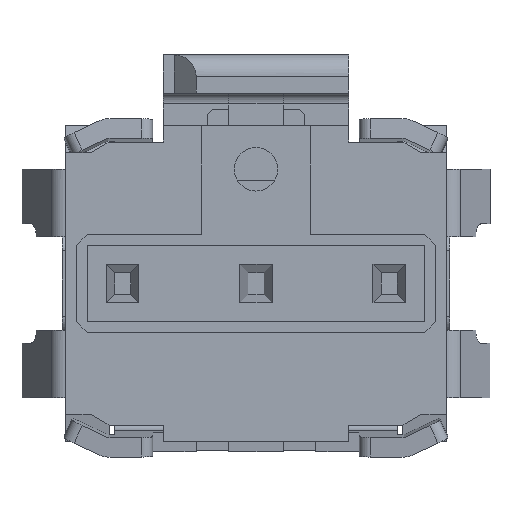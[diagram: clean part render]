
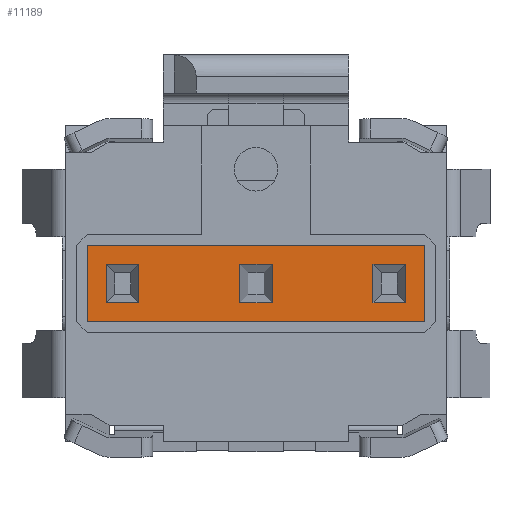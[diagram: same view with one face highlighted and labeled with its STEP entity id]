
A CAD part, front view. The second image highlights one B-rep face of the part: STEP entity #11189.
In plain terms, the highlighted planar face has unit normal (0, -1, 0).
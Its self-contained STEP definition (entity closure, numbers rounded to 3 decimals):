
#933 = EDGE_CURVE ( 'NONE', #1506, #1507, #7716, .T. ) ;
#1127 = EDGE_LOOP ( 'NONE', ( #2912, #2914, #2915, #2913 ) ) ;
#1128 = EDGE_LOOP ( 'NONE', ( #2916, #2918, #2917, #2919 ) ) ;
#1129 = EDGE_LOOP ( 'NONE', ( #2922, #2921, #2923, #2920 ) ) ;
#1130 = EDGE_LOOP ( 'NONE', ( #2925, #2926, #2927, #2924 ) ) ;
#1506 = VERTEX_POINT ( 'NONE', #7893 ) ;
#1507 = VERTEX_POINT ( 'NONE', #7894 ) ;
#1508 = VERTEX_POINT ( 'NONE', #7895 ) ;
#1509 = VERTEX_POINT ( 'NONE', #7896 ) ;
#1510 = VERTEX_POINT ( 'NONE', #7897 ) ;
#1511 = VERTEX_POINT ( 'NONE', #7898 ) ;
#1512 = VERTEX_POINT ( 'NONE', #7899 ) ;
#1513 = VERTEX_POINT ( 'NONE', #7900 ) ;
#1514 = VERTEX_POINT ( 'NONE', #7901 ) ;
#1515 = VERTEX_POINT ( 'NONE', #7902 ) ;
#1516 = VERTEX_POINT ( 'NONE', #7903 ) ;
#1517 = VERTEX_POINT ( 'NONE', #7904 ) ;
#1632 = VERTEX_POINT ( 'NONE', #8019 ) ;
#1633 = VERTEX_POINT ( 'NONE', #8020 ) ;
#1634 = VERTEX_POINT ( 'NONE', #8021 ) ;
#1635 = VERTEX_POINT ( 'NONE', #8022 ) ;
#2103 = EDGE_CURVE ( 'NONE', #1508, #1506, #8105, .T. ) ;
#2105 = EDGE_CURVE ( 'NONE', #1509, #1508, #8112, .T. ) ;
#2107 = EDGE_CURVE ( 'NONE', #1507, #1509, #8118, .T. ) ;
#2110 = EDGE_CURVE ( 'NONE', #1510, #1511, #8127, .T. ) ;
#2112 = EDGE_CURVE ( 'NONE', #1512, #1510, #8133, .T. ) ;
#2113 = EDGE_CURVE ( 'NONE', #1513, #1512, #8136, .T. ) ;
#2115 = EDGE_CURVE ( 'NONE', #1511, #1513, #8142, .T. ) ;
#2118 = EDGE_CURVE ( 'NONE', #1514, #1515, #8151, .T. ) ;
#2119 = EDGE_CURVE ( 'NONE', #1516, #1514, #8154, .T. ) ;
#2121 = EDGE_CURVE ( 'NONE', #1517, #1516, #8160, .T. ) ;
#2123 = EDGE_CURVE ( 'NONE', #1515, #1517, #8166, .T. ) ;
#2358 = EDGE_CURVE ( 'NONE', #1633, #1634, #8904, .T. ) ;
#2359 = EDGE_CURVE ( 'NONE', #1632, #1633, #8907, .T. ) ;
#2360 = EDGE_CURVE ( 'NONE', #1634, #1635, #8910, .T. ) ;
#2361 = EDGE_CURVE ( 'NONE', #1635, #1632, #8913, .T. ) ;
#2912 = ORIENTED_EDGE ( 'NONE', *, *, #2123, .T. ) ;
#2913 = ORIENTED_EDGE ( 'NONE', *, *, #2118, .T. ) ;
#2914 = ORIENTED_EDGE ( 'NONE', *, *, #2121, .T. ) ;
#2915 = ORIENTED_EDGE ( 'NONE', *, *, #2119, .T. ) ;
#2916 = ORIENTED_EDGE ( 'NONE', *, *, #2359, .T. ) ;
#2917 = ORIENTED_EDGE ( 'NONE', *, *, #2360, .T. ) ;
#2918 = ORIENTED_EDGE ( 'NONE', *, *, #2358, .T. ) ;
#2919 = ORIENTED_EDGE ( 'NONE', *, *, #2361, .T. ) ;
#2920 = ORIENTED_EDGE ( 'NONE', *, *, #2110, .T. ) ;
#2921 = ORIENTED_EDGE ( 'NONE', *, *, #2113, .T. ) ;
#2922 = ORIENTED_EDGE ( 'NONE', *, *, #2115, .T. ) ;
#2923 = ORIENTED_EDGE ( 'NONE', *, *, #2112, .T. ) ;
#2924 = ORIENTED_EDGE ( 'NONE', *, *, #933, .T. ) ;
#2925 = ORIENTED_EDGE ( 'NONE', *, *, #2107, .T. ) ;
#2926 = ORIENTED_EDGE ( 'NONE', *, *, #2105, .T. ) ;
#2927 = ORIENTED_EDGE ( 'NONE', *, *, #2103, .T. ) ;
#7128 = VECTOR ( 'NONE', #7718, 1000. ) ;
#7129 = VECTOR ( 'NONE', #8107, 1000. ) ;
#7131 = VECTOR ( 'NONE', #8114, 1000. ) ;
#7133 = VECTOR ( 'NONE', #8120, 1000. ) ;
#7136 = VECTOR ( 'NONE', #8129, 1000. ) ;
#7138 = VECTOR ( 'NONE', #8135, 1000. ) ;
#7139 = VECTOR ( 'NONE', #8138, 1000. ) ;
#7141 = VECTOR ( 'NONE', #8144, 1000. ) ;
#7144 = VECTOR ( 'NONE', #8153, 1000. ) ;
#7145 = VECTOR ( 'NONE', #8156, 1000. ) ;
#7147 = VECTOR ( 'NONE', #8162, 1000. ) ;
#7149 = VECTOR ( 'NONE', #8168, 1000. ) ;
#7457 = VECTOR ( 'NONE', #8906, 1000. ) ;
#7458 = VECTOR ( 'NONE', #8909, 1000. ) ;
#7459 = VECTOR ( 'NONE', #8912, 1000. ) ;
#7461 = VECTOR ( 'NONE', #8915, 1000. ) ;
#7524 = FACE_BOUND ( 'NONE', #1127, .T. ) ;
#7527 = AXIS2_PLACEMENT_3D ( 'NONE', #9376, #9377, #9378 ) ;
#7529 = FACE_OUTER_BOUND ( 'NONE', #1128, .T. ) ;
#7531 = FACE_BOUND ( 'NONE', #1129, .T. ) ;
#7533 = FACE_BOUND ( 'NONE', #1130, .T. ) ;
#7716 = LINE ( 'NONE', #7717, #7128 ) ;
#7717 = CARTESIAN_POINT ( 'NONE',  ( 1.587, -0.906, 0.598 ) ) ;
#7718 = DIRECTION ( 'NONE',  ( -1., 0., 0. ) ) ;
#7893 = CARTESIAN_POINT ( 'NONE',  ( 4.512, -0.906, 0.598 ) ) ;
#7894 = CARTESIAN_POINT ( 'NONE',  ( 4.212, -0.906, 0.598 ) ) ;
#7895 = CARTESIAN_POINT ( 'NONE',  ( 4.512, -0.906, 0.948 ) ) ;
#7896 = CARTESIAN_POINT ( 'NONE',  ( 4.212, -0.906, 0.948 ) ) ;
#7897 = CARTESIAN_POINT ( 'NONE',  ( 1.762, -0.906, 0.598 ) ) ;
#7898 = CARTESIAN_POINT ( 'NONE',  ( 1.762, -0.906, 0.948 ) ) ;
#7899 = CARTESIAN_POINT ( 'NONE',  ( 2.062, -0.906, 0.598 ) ) ;
#7900 = CARTESIAN_POINT ( 'NONE',  ( 2.062, -0.906, 0.948 ) ) ;
#7901 = CARTESIAN_POINT ( 'NONE',  ( 3.287, -0.906, 0.598 ) ) ;
#7902 = CARTESIAN_POINT ( 'NONE',  ( 2.987, -0.906, 0.598 ) ) ;
#7903 = CARTESIAN_POINT ( 'NONE',  ( 3.287, -0.906, 0.948 ) ) ;
#7904 = CARTESIAN_POINT ( 'NONE',  ( 2.987, -0.906, 0.948 ) ) ;
#8019 = CARTESIAN_POINT ( 'NONE',  ( 1.587, -0.906, 1.123 ) ) ;
#8020 = CARTESIAN_POINT ( 'NONE',  ( 1.587, -0.906, 0.423 ) ) ;
#8021 = CARTESIAN_POINT ( 'NONE',  ( 4.687, -0.906, 0.423 ) ) ;
#8022 = CARTESIAN_POINT ( 'NONE',  ( 4.687, -0.906, 1.123 ) ) ;
#8105 = LINE ( 'NONE', #8106, #7129 ) ;
#8106 = CARTESIAN_POINT ( 'NONE',  ( 4.512, -0.906, 0.423 ) ) ;
#8107 = DIRECTION ( 'NONE',  ( 0., 0., -1. ) ) ;
#8112 = LINE ( 'NONE', #8113, #7131 ) ;
#8113 = CARTESIAN_POINT ( 'NONE',  ( 1.587, -0.906, 0.948 ) ) ;
#8114 = DIRECTION ( 'NONE',  ( 1., 0., 0. ) ) ;
#8118 = LINE ( 'NONE', #8119, #7133 ) ;
#8119 = CARTESIAN_POINT ( 'NONE',  ( 4.212, -0.906, 0.423 ) ) ;
#8120 = DIRECTION ( 'NONE',  ( 0., 0., 1. ) ) ;
#8127 = LINE ( 'NONE', #8128, #7136 ) ;
#8128 = CARTESIAN_POINT ( 'NONE',  ( 1.762, -0.906, 0.423 ) ) ;
#8129 = DIRECTION ( 'NONE',  ( 0., 0., 1. ) ) ;
#8133 = LINE ( 'NONE', #8134, #7138 ) ;
#8134 = CARTESIAN_POINT ( 'NONE',  ( 1.587, -0.906, 0.598 ) ) ;
#8135 = DIRECTION ( 'NONE',  ( -1., 0., 0. ) ) ;
#8136 = LINE ( 'NONE', #8137, #7139 ) ;
#8137 = CARTESIAN_POINT ( 'NONE',  ( 2.062, -0.906, 0.423 ) ) ;
#8138 = DIRECTION ( 'NONE',  ( 0., 0., -1. ) ) ;
#8142 = LINE ( 'NONE', #8143, #7141 ) ;
#8143 = CARTESIAN_POINT ( 'NONE',  ( 1.587, -0.906, 0.948 ) ) ;
#8144 = DIRECTION ( 'NONE',  ( 1., 0., 0. ) ) ;
#8151 = LINE ( 'NONE', #8152, #7144 ) ;
#8152 = CARTESIAN_POINT ( 'NONE',  ( 1.587, -0.906, 0.598 ) ) ;
#8153 = DIRECTION ( 'NONE',  ( -1., 0., 0. ) ) ;
#8154 = LINE ( 'NONE', #8155, #7145 ) ;
#8155 = CARTESIAN_POINT ( 'NONE',  ( 3.287, -0.906, 0.423 ) ) ;
#8156 = DIRECTION ( 'NONE',  ( 0., 0., -1. ) ) ;
#8160 = LINE ( 'NONE', #8161, #7147 ) ;
#8161 = CARTESIAN_POINT ( 'NONE',  ( 1.587, -0.906, 0.948 ) ) ;
#8162 = DIRECTION ( 'NONE',  ( 1., 0., 0. ) ) ;
#8166 = LINE ( 'NONE', #8167, #7149 ) ;
#8167 = CARTESIAN_POINT ( 'NONE',  ( 2.987, -0.906, 0.423 ) ) ;
#8168 = DIRECTION ( 'NONE',  ( 0., 0., 1. ) ) ;
#8904 = LINE ( 'NONE', #8905, #7457 ) ;
#8905 = CARTESIAN_POINT ( 'NONE',  ( 1.587, -0.906, 0.423 ) ) ;
#8906 = DIRECTION ( 'NONE',  ( 1., 0., 0. ) ) ;
#8907 = LINE ( 'NONE', #8908, #7458 ) ;
#8908 = CARTESIAN_POINT ( 'NONE',  ( 1.587, -0.906, 1.123 ) ) ;
#8909 = DIRECTION ( 'NONE',  ( 0., 0., -1. ) ) ;
#8910 = LINE ( 'NONE', #8911, #7459 ) ;
#8911 = CARTESIAN_POINT ( 'NONE',  ( 4.687, -0.906, 1.123 ) ) ;
#8912 = DIRECTION ( 'NONE',  ( 0., 0., 1. ) ) ;
#8913 = LINE ( 'NONE', #8914, #7461 ) ;
#8914 = CARTESIAN_POINT ( 'NONE',  ( 1.587, -0.906, 1.123 ) ) ;
#8915 = DIRECTION ( 'NONE',  ( -1., 0., 0. ) ) ;
#9375 = PLANE ( 'NONE',  #7527 ) ;
#9376 = CARTESIAN_POINT ( 'NONE',  ( 1.587, -0.906, 0.423 ) ) ;
#9377 = DIRECTION ( 'NONE',  ( 0., -1., 0. ) ) ;
#9378 = DIRECTION ( 'NONE',  ( 0., 0., -1. ) ) ;
#11189 = ADVANCED_FACE ( 'NONE', ( #7524, #7529, #7531, #7533 ), #9375, .T. ) ;
